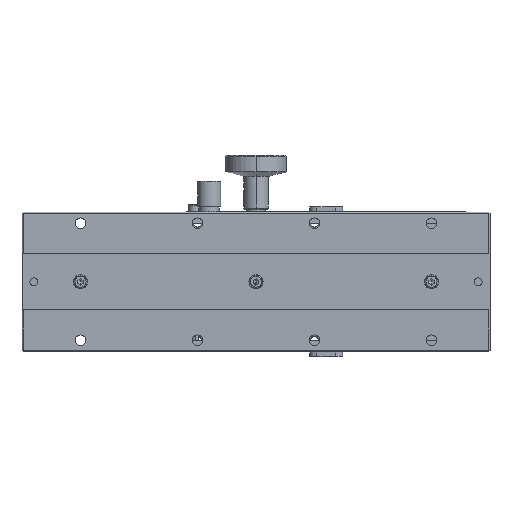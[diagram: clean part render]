
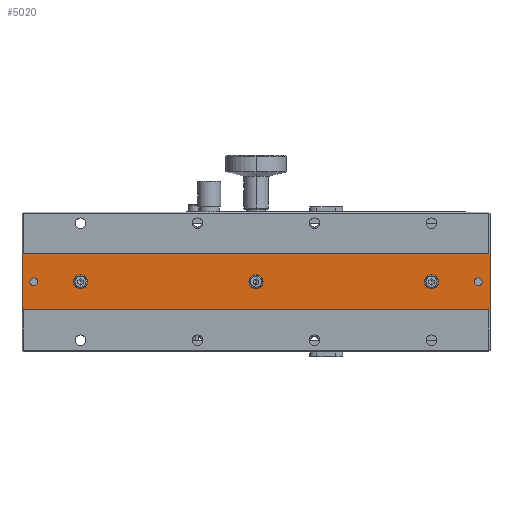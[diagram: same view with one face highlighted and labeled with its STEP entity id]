
A CAD part, front view. The second image highlights one B-rep face of the part: STEP entity #5020.
In plain terms, the highlighted planar face has unit normal (0, -1, 0).
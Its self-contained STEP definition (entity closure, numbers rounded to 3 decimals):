
#71 = VECTOR ( 'NONE', #19507, 1000. ) ;
#173 = CIRCLE ( 'NONE', #15654, 1.65 ) ;
#247 = AXIS2_PLACEMENT_3D ( 'NONE', #4415, #1219, #17194 ) ;
#385 = FACE_BOUND ( 'NONE', #4763, .T. ) ;
#766 = LINE ( 'NONE', #6610, #13237 ) ;
#859 = CARTESIAN_POINT ( 'NONE',  ( 0., 0.5, 0. ) ) ;
#944 = DIRECTION ( 'NONE',  ( 0., 0., -1. ) ) ;
#962 = CARTESIAN_POINT ( 'NONE',  ( 95., 0.5, 1.65 ) ) ;
#1065 = DIRECTION ( 'NONE',  ( 0., 0., -1. ) ) ;
#1147 = CARTESIAN_POINT ( 'NONE',  ( -100., 0.5, 12. ) ) ;
#1163 = EDGE_LOOP ( 'NONE', ( #6768, #14120, #4892, #11011 ) ) ;
#1219 = DIRECTION ( 'NONE',  ( 0., 1., 0. ) ) ;
#1222 = CARTESIAN_POINT ( 'NONE',  ( 95., 0.5, 0. ) ) ;
#1297 = DIRECTION ( 'NONE',  ( 0., 0., -1. ) ) ;
#1961 = AXIS2_PLACEMENT_3D ( 'NONE', #6222, #14157, #15811 ) ;
#1980 = ORIENTED_EDGE ( 'NONE', *, *, #19447, .T. ) ;
#1990 = AXIS2_PLACEMENT_3D ( 'NONE', #1222, #10743, #1297 ) ;
#2064 = CARTESIAN_POINT ( 'NONE',  ( 0., 0.5, 0. ) ) ;
#2266 = VERTEX_POINT ( 'NONE', #14471 ) ;
#2316 = DIRECTION ( 'NONE',  ( 0., 1., 0. ) ) ;
#2451 = VERTEX_POINT ( 'NONE', #5694 ) ;
#2532 = EDGE_CURVE ( 'NONE', #20471, #2965, #14670, .T. ) ;
#2582 = AXIS2_PLACEMENT_3D ( 'NONE', #859, #2316, #13472 ) ;
#2585 = ORIENTED_EDGE ( 'NONE', *, *, #6556, .T. ) ;
#2617 = CARTESIAN_POINT ( 'NONE',  ( 75., 0.5, 0. ) ) ;
#2757 = DIRECTION ( 'NONE',  ( 0., 0., -1. ) ) ;
#2965 = VERTEX_POINT ( 'NONE', #13199 ) ;
#3123 = FACE_BOUND ( 'NONE', #10951, .T. ) ;
#3143 = CARTESIAN_POINT ( 'NONE',  ( -75., 0.5, 3. ) ) ;
#3323 = CARTESIAN_POINT ( 'NONE',  ( -95., 0.5, 0. ) ) ;
#3368 = FACE_BOUND ( 'NONE', #8960, .T. ) ;
#3513 = CARTESIAN_POINT ( 'NONE',  ( 100., 0.5, 12. ) ) ;
#3555 = CARTESIAN_POINT ( 'NONE',  ( 100., 0.5, -12. ) ) ;
#3813 = CIRCLE ( 'NONE', #4166, 1.65 ) ;
#3940 = VERTEX_POINT ( 'NONE', #3513 ) ;
#3998 = ORIENTED_EDGE ( 'NONE', *, *, #16115, .T. ) ;
#4166 = AXIS2_PLACEMENT_3D ( 'NONE', #15440, #12101, #5929 ) ;
#4415 = CARTESIAN_POINT ( 'NONE',  ( -75., 0.5, 0. ) ) ;
#4763 = EDGE_LOOP ( 'NONE', ( #1980, #12157 ) ) ;
#4794 = VERTEX_POINT ( 'NONE', #6951 ) ;
#4892 = ORIENTED_EDGE ( 'NONE', *, *, #18723, .T. ) ;
#4911 = DIRECTION ( 'NONE',  ( 0., 0., -1. ) ) ;
#4956 = EDGE_CURVE ( 'NONE', #4794, #2451, #17280, .T. ) ;
#5020 = ADVANCED_FACE ( 'NONE', ( #10584, #18771, #385, #3368, #3123, #16799 ), #18493, .T. ) ;
#5694 = CARTESIAN_POINT ( 'NONE',  ( 0., 0.5, -3. ) ) ;
#5865 = AXIS2_PLACEMENT_3D ( 'NONE', #19723, #15024, #10231 ) ;
#5904 = DIRECTION ( 'NONE',  ( -1., 0., 0. ) ) ;
#5929 = DIRECTION ( 'NONE',  ( 0., 0., -1. ) ) ;
#6039 = DIRECTION ( 'NONE',  ( 0., 1., 0. ) ) ;
#6222 = CARTESIAN_POINT ( 'NONE',  ( 75., 0.5, 0. ) ) ;
#6345 = CIRCLE ( 'NONE', #7016, 3. ) ;
#6455 = VERTEX_POINT ( 'NONE', #20232 ) ;
#6556 = EDGE_CURVE ( 'NONE', #6678, #9816, #13837, .T. ) ;
#6610 = CARTESIAN_POINT ( 'NONE',  ( -100., 0.5, -12. ) ) ;
#6678 = VERTEX_POINT ( 'NONE', #9559 ) ;
#6768 = ORIENTED_EDGE ( 'NONE', *, *, #8518, .T. ) ;
#6951 = CARTESIAN_POINT ( 'NONE',  ( 0., 0.5, 3. ) ) ;
#7003 = VERTEX_POINT ( 'NONE', #12667 ) ;
#7016 = AXIS2_PLACEMENT_3D ( 'NONE', #11765, #14845, #18068 ) ;
#7090 = CARTESIAN_POINT ( 'NONE',  ( 75., 0.5, -3. ) ) ;
#7415 = AXIS2_PLACEMENT_3D ( 'NONE', #8935, #7541, #1065 ) ;
#7541 = DIRECTION ( 'NONE',  ( 0., -1., 0. ) ) ;
#7635 = LINE ( 'NONE', #11809, #9613 ) ;
#7853 = ORIENTED_EDGE ( 'NONE', *, *, #12541, .T. ) ;
#7997 = DIRECTION ( 'NONE',  ( 1., 0., 0. ) ) ;
#8424 = CARTESIAN_POINT ( 'NONE',  ( 100., 0.5, 12. ) ) ;
#8518 = EDGE_CURVE ( 'NONE', #7003, #2266, #14524, .T. ) ;
#8549 = LINE ( 'NONE', #8424, #71 ) ;
#8674 = EDGE_CURVE ( 'NONE', #8925, #14268, #19181, .T. ) ;
#8835 = EDGE_CURVE ( 'NONE', #6455, #10690, #11014, .T. ) ;
#8925 = VERTEX_POINT ( 'NONE', #962 ) ;
#8935 = CARTESIAN_POINT ( 'NONE',  ( 0., 0.5, 0. ) ) ;
#8960 = EDGE_LOOP ( 'NONE', ( #2585, #15233 ) ) ;
#9425 = ORIENTED_EDGE ( 'NONE', *, *, #8835, .T. ) ;
#9559 = CARTESIAN_POINT ( 'NONE',  ( -75., 0.5, -3. ) ) ;
#9613 = VECTOR ( 'NONE', #5904, 1000. ) ;
#9661 = DIRECTION ( 'NONE',  ( 0., 1., 0. ) ) ;
#9816 = VERTEX_POINT ( 'NONE', #3143 ) ;
#10044 = VECTOR ( 'NONE', #944, 1000. ) ;
#10231 = DIRECTION ( 'NONE',  ( 0., 0., -1. ) ) ;
#10256 = AXIS2_PLACEMENT_3D ( 'NONE', #2064, #13210, #4911 ) ;
#10503 = CIRCLE ( 'NONE', #10256, 3. ) ;
#10584 = FACE_OUTER_BOUND ( 'NONE', #1163, .T. ) ;
#10690 = VERTEX_POINT ( 'NONE', #14020 ) ;
#10743 = DIRECTION ( 'NONE',  ( 0., 1., 0. ) ) ;
#10951 = EDGE_LOOP ( 'NONE', ( #19463, #18843 ) ) ;
#11011 = ORIENTED_EDGE ( 'NONE', *, *, #16414, .T. ) ;
#11014 = CIRCLE ( 'NONE', #5865, 1.65 ) ;
#11046 = CARTESIAN_POINT ( 'NONE',  ( 95., 0.5, -1.65 ) ) ;
#11186 = DIRECTION ( 'NONE',  ( 0., 0., -1. ) ) ;
#11765 = CARTESIAN_POINT ( 'NONE',  ( -75., 0.5, 0. ) ) ;
#11766 = EDGE_CURVE ( 'NONE', #9816, #6678, #6345, .T. ) ;
#11809 = CARTESIAN_POINT ( 'NONE',  ( -100., 0.5, 12. ) ) ;
#12101 = DIRECTION ( 'NONE',  ( 0., 1., 0. ) ) ;
#12157 = ORIENTED_EDGE ( 'NONE', *, *, #4956, .T. ) ;
#12314 = EDGE_LOOP ( 'NONE', ( #12610, #7853 ) ) ;
#12541 = EDGE_CURVE ( 'NONE', #2965, #20471, #19468, .T. ) ;
#12610 = ORIENTED_EDGE ( 'NONE', *, *, #2532, .T. ) ;
#12667 = CARTESIAN_POINT ( 'NONE',  ( -100., 0.5, 12. ) ) ;
#12864 = VERTEX_POINT ( 'NONE', #3555 ) ;
#13094 = EDGE_CURVE ( 'NONE', #14268, #8925, #3813, .T. ) ;
#13199 = CARTESIAN_POINT ( 'NONE',  ( 75., 0.5, 3. ) ) ;
#13210 = DIRECTION ( 'NONE',  ( 0., 1., 0. ) ) ;
#13237 = VECTOR ( 'NONE', #7997, 1000. ) ;
#13472 = DIRECTION ( 'NONE',  ( 0., 0., -1. ) ) ;
#13837 = CIRCLE ( 'NONE', #247, 3. ) ;
#14020 = CARTESIAN_POINT ( 'NONE',  ( -95., 0.5, 1.65 ) ) ;
#14112 = AXIS2_PLACEMENT_3D ( 'NONE', #2617, #6039, #2757 ) ;
#14120 = ORIENTED_EDGE ( 'NONE', *, *, #14434, .T. ) ;
#14157 = DIRECTION ( 'NONE',  ( 0., 1., 0. ) ) ;
#14268 = VERTEX_POINT ( 'NONE', #11046 ) ;
#14434 = EDGE_CURVE ( 'NONE', #2266, #12864, #766, .T. ) ;
#14471 = CARTESIAN_POINT ( 'NONE',  ( -100., 0.5, -12. ) ) ;
#14524 = LINE ( 'NONE', #1147, #10044 ) ;
#14670 = CIRCLE ( 'NONE', #14112, 3. ) ;
#14845 = DIRECTION ( 'NONE',  ( 0., 1., 0. ) ) ;
#15024 = DIRECTION ( 'NONE',  ( 0., 1., 0. ) ) ;
#15233 = ORIENTED_EDGE ( 'NONE', *, *, #11766, .T. ) ;
#15286 = EDGE_LOOP ( 'NONE', ( #3998, #9425 ) ) ;
#15440 = CARTESIAN_POINT ( 'NONE',  ( 95., 0.5, 0. ) ) ;
#15654 = AXIS2_PLACEMENT_3D ( 'NONE', #3323, #9661, #11186 ) ;
#15811 = DIRECTION ( 'NONE',  ( 0., 0., -1. ) ) ;
#16115 = EDGE_CURVE ( 'NONE', #10690, #6455, #173, .T. ) ;
#16414 = EDGE_CURVE ( 'NONE', #3940, #7003, #7635, .T. ) ;
#16799 = FACE_BOUND ( 'NONE', #15286, .T. ) ;
#17194 = DIRECTION ( 'NONE',  ( 0., 0., -1. ) ) ;
#17280 = CIRCLE ( 'NONE', #2582, 3. ) ;
#18068 = DIRECTION ( 'NONE',  ( 0., 0., -1. ) ) ;
#18493 = PLANE ( 'NONE',  #7415 ) ;
#18723 = EDGE_CURVE ( 'NONE', #12864, #3940, #8549, .T. ) ;
#18771 = FACE_BOUND ( 'NONE', #12314, .T. ) ;
#18843 = ORIENTED_EDGE ( 'NONE', *, *, #13094, .T. ) ;
#19181 = CIRCLE ( 'NONE', #1990, 1.65 ) ;
#19447 = EDGE_CURVE ( 'NONE', #2451, #4794, #10503, .T. ) ;
#19463 = ORIENTED_EDGE ( 'NONE', *, *, #8674, .T. ) ;
#19468 = CIRCLE ( 'NONE', #1961, 3. ) ;
#19507 = DIRECTION ( 'NONE',  ( 0., 0., 1. ) ) ;
#19723 = CARTESIAN_POINT ( 'NONE',  ( -95., 0.5, 0. ) ) ;
#20232 = CARTESIAN_POINT ( 'NONE',  ( -95., 0.5, -1.65 ) ) ;
#20471 = VERTEX_POINT ( 'NONE', #7090 ) ;
